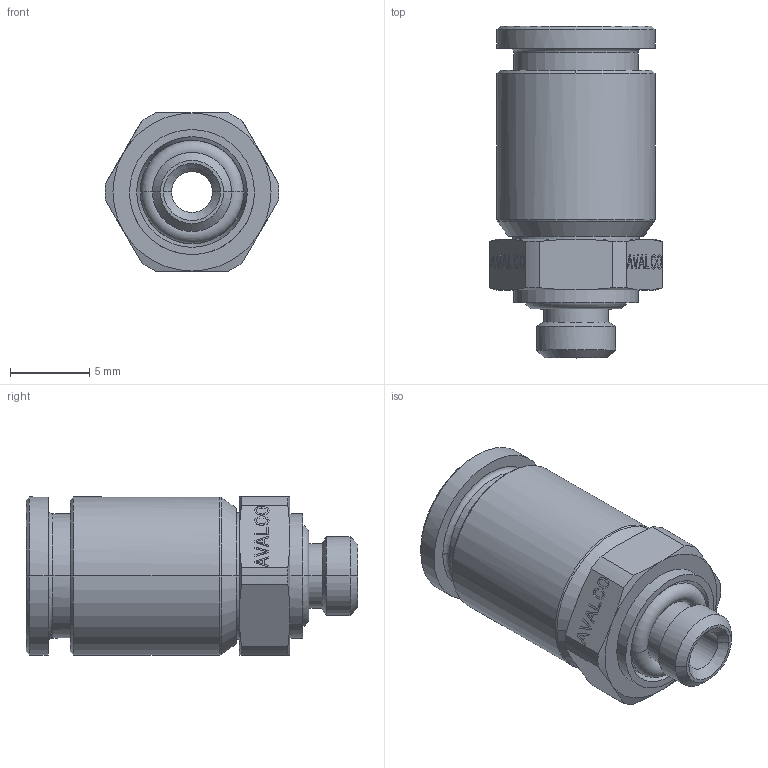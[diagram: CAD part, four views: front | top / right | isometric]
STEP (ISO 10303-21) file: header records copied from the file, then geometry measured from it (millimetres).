
FILE_DESCRIPTION(( 'MXM.12.06.M5.stp' ), '1');
FILE_NAME( 'MXM.12.06.M5.stp', '2019-06-19T15:33:16',( 'Sopra'),('sopra-pneumatic.com'), 'SwSTEP 2.0','SolidWorks 2009','' );
FILE_SCHEMA(('CONFIG_CONTROL_DESIGN'));
Length unit declared in the file: millimetre
Products named in the file (1): CS511V-06M5H
Bounding box: 11 x 21 x 10 mm (x, y, z)
Volume: 878.9 mm3; surface area: 1352.9 mm2
Topology: 2 solids, 2 shells, 429 faces, 1129 edges, 736 vertices
Faces by surface type: plane 351, cone 40, cylinder 26, torus 12
Entity records: 12909 total; most frequent: CARTESIAN_POINT 2627, ORIENTED_EDGE 2258, DIRECTION 1810, EDGE_CURVE 1129, VECTOR 987, LINE 987, VERTEX_POINT 736, EDGE_LOOP 465
